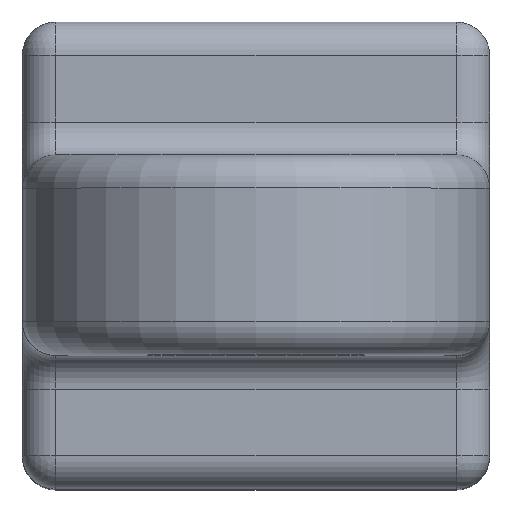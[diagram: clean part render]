
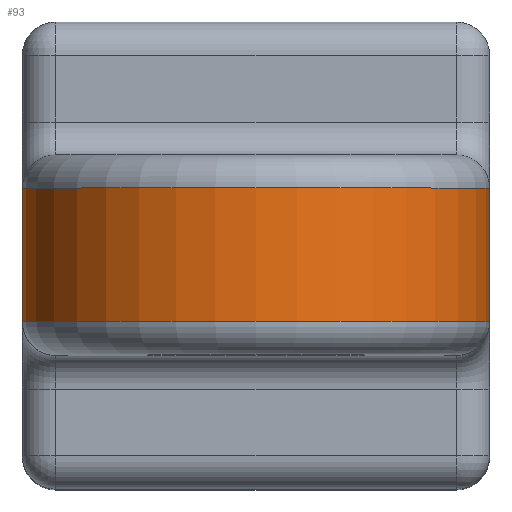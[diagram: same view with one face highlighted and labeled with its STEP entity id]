
A CAD part, top view. The second image highlights one B-rep face of the part: STEP entity #93.
In plain terms, the highlighted cylindrical face has radius 7 mm (diameter 14 mm), a partial arc.
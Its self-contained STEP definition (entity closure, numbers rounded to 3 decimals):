
#93=ADVANCED_FACE('',(#602),#604,.T.);
#602=FACE_BOUND('',#603,.T.);
#603=EDGE_LOOP('',(#1022,#1023,#1024,#1025));
#604=CYLINDRICAL_SURFACE('',#605,7.);
#605=AXIS2_PLACEMENT_3D('',#606,#607,#608);
#606=CARTESIAN_POINT('',(0.,7.,25.));
#607=DIRECTION('',(0.,1.,0.));
#608=DIRECTION('',(-1.,0.,0.));
#1022=ORIENTED_EDGE('',*,*,#1244,.F.);
#1023=ORIENTED_EDGE('',*,*,#1219,.F.);
#1024=ORIENTED_EDGE('',*,*,#1245,.F.);
#1025=ORIENTED_EDGE('',*,*,#1229,.T.);
#1219=EDGE_CURVE('',#1336,#1338,#1339,.T.);
#1229=EDGE_CURVE('',#1358,#1356,#1359,.T.);
#1244=EDGE_CURVE('',#1338,#1356,#1387,.F.);
#1245=EDGE_CURVE('',#1358,#1336,#1388,.T.);
#1336=VERTEX_POINT('',#1525);
#1338=VERTEX_POINT('',#1529);
#1339=LINE('',#1530,#1531);
#1356=VERTEX_POINT('',#1567);
#1358=VERTEX_POINT('',#1571);
#1359=LINE('',#1572,#1573);
#1387=CIRCLE('',#1637,7.);
#1388=CIRCLE('',#1641,7.);
#1525=CARTESIAN_POINT('',(7.,2.,25.));
#1529=CARTESIAN_POINT('',(7.,-2.,25.));
#1530=CARTESIAN_POINT('',(7.,2.,25.));
#1531=VECTOR('',#1532,1.);
#1532=DIRECTION('',(0.,-1.,0.));
#1567=CARTESIAN_POINT('',(-7.,-2.,25.));
#1571=CARTESIAN_POINT('',(-7.,2.,25.));
#1572=CARTESIAN_POINT('',(-7.,2.,25.));
#1573=VECTOR('',#1574,1.);
#1574=DIRECTION('',(0.,-1.,0.));
#1637=AXIS2_PLACEMENT_3D('',#1638,#1639,#1640);
#1638=CARTESIAN_POINT('',(0.,-2.,25.));
#1639=DIRECTION('',(0.,1.,0.));
#1640=DIRECTION('',(-1.,0.,0.));
#1641=AXIS2_PLACEMENT_3D('',#1642,#1643,#1644);
#1642=CARTESIAN_POINT('',(0.,2.,25.));
#1643=DIRECTION('',(0.,1.,0.));
#1644=DIRECTION('',(-1.,0.,0.));
